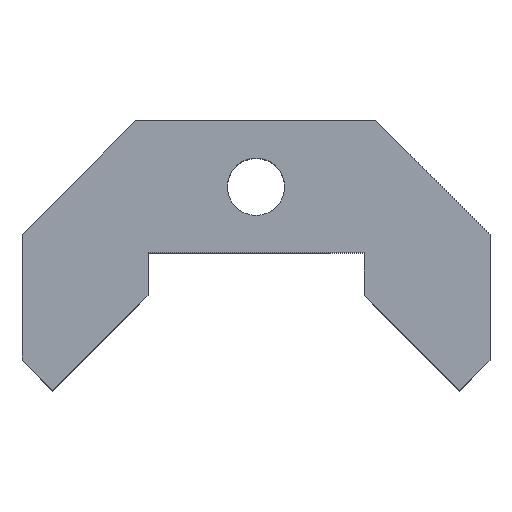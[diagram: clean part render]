
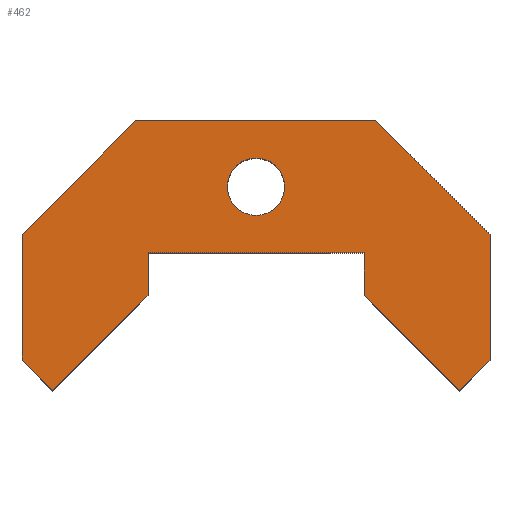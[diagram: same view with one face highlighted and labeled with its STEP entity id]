
A CAD part, top view. The second image highlights one B-rep face of the part: STEP entity #462.
In plain terms, the highlighted planar face has unit normal (0, 0, 1).
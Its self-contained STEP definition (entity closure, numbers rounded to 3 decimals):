
#11 = DIRECTION ( 'NONE',  ( 1., 0., 0. ) ) ;
#13 = VERTEX_POINT ( 'NONE', #124 ) ;
#16 = LINE ( 'NONE', #514, #589 ) ;
#41 = VERTEX_POINT ( 'NONE', #581 ) ;
#45 = EDGE_LOOP ( 'NONE', ( #964, #199 ) ) ;
#46 = CARTESIAN_POINT ( 'NONE',  ( 0., 0., 28. ) ) ;
#47 = VECTOR ( 'NONE', #200, 1000. ) ;
#50 = EDGE_CURVE ( 'NONE', #13, #217, #506, .T. ) ;
#65 = CARTESIAN_POINT ( 'NONE',  ( -20., 0., 28. ) ) ;
#73 = ORIENTED_EDGE ( 'NONE', *, *, #691, .T. ) ;
#79 = CARTESIAN_POINT ( 'NONE',  ( 39., -19., 28. ) ) ;
#80 = CARTESIAN_POINT ( 'NONE',  ( 33.885, -44.997, 28. ) ) ;
#82 = DIRECTION ( 'NONE',  ( 0., 0., 1. ) ) ;
#87 = CARTESIAN_POINT ( 'NONE',  ( -18., -22., 28. ) ) ;
#114 = DIRECTION ( 'NONE',  ( 0., 0., 1. ) ) ;
#124 = CARTESIAN_POINT ( 'NONE',  ( 33.885, -44.997, 28. ) ) ;
#156 = DIRECTION ( 'NONE',  ( 0., -1., 0. ) ) ;
#160 = CARTESIAN_POINT ( 'NONE',  ( -39., -19., 28. ) ) ;
#167 = LINE ( 'NONE', #160, #317 ) ;
#168 = CARTESIAN_POINT ( 'NONE',  ( 0., -11., 28. ) ) ;
#180 = VERTEX_POINT ( 'NONE', #427 ) ;
#190 = FACE_OUTER_BOUND ( 'NONE', #579, .T. ) ;
#197 = DIRECTION ( 'NONE',  ( -0.707, -0.707, 0. ) ) ;
#199 = ORIENTED_EDGE ( 'NONE', *, *, #805, .F. ) ;
#200 = DIRECTION ( 'NONE',  ( 0., 1., 0. ) ) ;
#217 = VERTEX_POINT ( 'NONE', #786 ) ;
#229 = VERTEX_POINT ( 'NONE', #363 ) ;
#259 = DIRECTION ( 'NONE',  ( 0.707, -0.707, 0. ) ) ;
#260 = EDGE_CURVE ( 'NONE', #606, #1057, #789, .T. ) ;
#264 = DIRECTION ( 'NONE',  ( 1., 0., 0. ) ) ;
#277 = VECTOR ( 'NONE', #287, 1000. ) ;
#287 = DIRECTION ( 'NONE',  ( 0.707, -0.707, 0. ) ) ;
#299 = CARTESIAN_POINT ( 'NONE',  ( -39., -39.882, 28. ) ) ;
#301 = EDGE_CURVE ( 'NONE', #180, #606, #16, .T. ) ;
#314 = ORIENTED_EDGE ( 'NONE', *, *, #301, .T. ) ;
#316 = VECTOR ( 'NONE', #470, 1000. ) ;
#317 = VECTOR ( 'NONE', #843, 1000. ) ;
#321 = CARTESIAN_POINT ( 'NONE',  ( 39., -19., 28. ) ) ;
#330 = CARTESIAN_POINT ( 'NONE',  ( 0., -11., 28. ) ) ;
#331 = DIRECTION ( 'NONE',  ( -1., 0., 0. ) ) ;
#340 = CARTESIAN_POINT ( 'NONE',  ( -39., -39.882, 28. ) ) ;
#344 = VERTEX_POINT ( 'NONE', #79 ) ;
#346 = EDGE_CURVE ( 'NONE', #41, #13, #595, .T. ) ;
#355 = EDGE_CURVE ( 'NONE', #695, #41, #908, .T. ) ;
#363 = CARTESIAN_POINT ( 'NONE',  ( -18., -29.113, 28. ) ) ;
#370 = EDGE_CURVE ( 'NONE', #344, #180, #753, .T. ) ;
#380 = EDGE_CURVE ( 'NONE', #1057, #901, #167, .T. ) ;
#387 = AXIS2_PLACEMENT_3D ( 'NONE', #168, #509, #491 ) ;
#427 = CARTESIAN_POINT ( 'NONE',  ( 20., 0., 28. ) ) ;
#439 = EDGE_CURVE ( 'NONE', #217, #344, #602, .T. ) ;
#453 = CARTESIAN_POINT ( 'NONE',  ( 39., -39.882, 28. ) ) ;
#462 = ADVANCED_FACE ( 'NONE', ( #190, #1020 ), #521, .T. ) ;
#470 = DIRECTION ( 'NONE',  ( 0.707, 0.707, 0. ) ) ;
#482 = ORIENTED_EDGE ( 'NONE', *, *, #532, .T. ) ;
#491 = DIRECTION ( 'NONE',  ( 1., 0., 0. ) ) ;
#502 = CARTESIAN_POINT ( 'NONE',  ( -4.782, -11., 28. ) ) ;
#506 = LINE ( 'NONE', #80, #677 ) ;
#509 = DIRECTION ( 'NONE',  ( 0., 0., 1. ) ) ;
#514 = CARTESIAN_POINT ( 'NONE',  ( 20., 0., 28. ) ) ;
#521 = PLANE ( 'NONE',  #692 ) ;
#532 = EDGE_CURVE ( 'NONE', #229, #796, #958, .T. ) ;
#533 = DIRECTION ( 'NONE',  ( 0., 1., 0. ) ) ;
#557 = CARTESIAN_POINT ( 'NONE',  ( -39., -19., 28. ) ) ;
#578 = VERTEX_POINT ( 'NONE', #719 ) ;
#579 = EDGE_LOOP ( 'NONE', ( #314, #818, #1068, #73, #666, #482, #733, #1030, #896, #993, #1058, #1069 ) ) ;
#581 = CARTESIAN_POINT ( 'NONE',  ( 18., -29.113, 28. ) ) ;
#588 = DIRECTION ( 'NONE',  ( 1., 0., 0. ) ) ;
#589 = VECTOR ( 'NONE', #331, 1000. ) ;
#595 = LINE ( 'NONE', #925, #988 ) ;
#602 = LINE ( 'NONE', #453, #778 ) ;
#606 = VERTEX_POINT ( 'NONE', #65 ) ;
#639 = AXIS2_PLACEMENT_3D ( 'NONE', #330, #82, #588 ) ;
#645 = CARTESIAN_POINT ( 'NONE',  ( 18., -22., 28. ) ) ;
#649 = LINE ( 'NONE', #820, #316 ) ;
#660 = VECTOR ( 'NONE', #998, 1000. ) ;
#663 = EDGE_CURVE ( 'NONE', #578, #229, #649, .T. ) ;
#666 = ORIENTED_EDGE ( 'NONE', *, *, #663, .T. ) ;
#677 = VECTOR ( 'NONE', #748, 1000. ) ;
#691 = EDGE_CURVE ( 'NONE', #901, #578, #738, .T. ) ;
#692 = AXIS2_PLACEMENT_3D ( 'NONE', #46, #114, #264 ) ;
#695 = VERTEX_POINT ( 'NONE', #645 ) ;
#710 = VECTOR ( 'NONE', #156, 1000. ) ;
#719 = CARTESIAN_POINT ( 'NONE',  ( -33.885, -44.997, 28. ) ) ;
#726 = EDGE_CURVE ( 'NONE', #794, #1023, #741, .T. ) ;
#727 = VECTOR ( 'NONE', #197, 1000. ) ;
#731 = EDGE_CURVE ( 'NONE', #796, #695, #835, .T. ) ;
#733 = ORIENTED_EDGE ( 'NONE', *, *, #731, .T. ) ;
#738 = LINE ( 'NONE', #299, #277 ) ;
#741 = CIRCLE ( 'NONE', #639, 4.782 ) ;
#748 = DIRECTION ( 'NONE',  ( 0.707, 0.707, 0. ) ) ;
#753 = LINE ( 'NONE', #321, #660 ) ;
#776 = CARTESIAN_POINT ( 'NONE',  ( -18., -29.113, 28. ) ) ;
#778 = VECTOR ( 'NONE', #533, 1000. ) ;
#786 = CARTESIAN_POINT ( 'NONE',  ( 39., -39.882, 28. ) ) ;
#789 = LINE ( 'NONE', #953, #727 ) ;
#791 = CIRCLE ( 'NONE', #387, 4.782 ) ;
#794 = VERTEX_POINT ( 'NONE', #502 ) ;
#796 = VERTEX_POINT ( 'NONE', #990 ) ;
#805 = EDGE_CURVE ( 'NONE', #1023, #794, #791, .T. ) ;
#818 = ORIENTED_EDGE ( 'NONE', *, *, #260, .T. ) ;
#820 = CARTESIAN_POINT ( 'NONE',  ( -33.885, -44.997, 28. ) ) ;
#835 = LINE ( 'NONE', #87, #862 ) ;
#843 = DIRECTION ( 'NONE',  ( 0., -1., 0. ) ) ;
#862 = VECTOR ( 'NONE', #11, 1000. ) ;
#896 = ORIENTED_EDGE ( 'NONE', *, *, #346, .T. ) ;
#901 = VERTEX_POINT ( 'NONE', #340 ) ;
#908 = LINE ( 'NONE', #914, #710 ) ;
#914 = CARTESIAN_POINT ( 'NONE',  ( 18., -22., 28. ) ) ;
#925 = CARTESIAN_POINT ( 'NONE',  ( 18., -29.113, 28. ) ) ;
#953 = CARTESIAN_POINT ( 'NONE',  ( -20., 0., 28. ) ) ;
#958 = LINE ( 'NONE', #776, #47 ) ;
#964 = ORIENTED_EDGE ( 'NONE', *, *, #726, .F. ) ;
#988 = VECTOR ( 'NONE', #259, 1000. ) ;
#990 = CARTESIAN_POINT ( 'NONE',  ( -18., -22., 28. ) ) ;
#993 = ORIENTED_EDGE ( 'NONE', *, *, #50, .T. ) ;
#998 = DIRECTION ( 'NONE',  ( -0.707, 0.707, 0. ) ) ;
#1020 = FACE_BOUND ( 'NONE', #45, .T. ) ;
#1023 = VERTEX_POINT ( 'NONE', #1055 ) ;
#1030 = ORIENTED_EDGE ( 'NONE', *, *, #355, .T. ) ;
#1055 = CARTESIAN_POINT ( 'NONE',  ( 4.782, -11., 28. ) ) ;
#1057 = VERTEX_POINT ( 'NONE', #557 ) ;
#1058 = ORIENTED_EDGE ( 'NONE', *, *, #439, .T. ) ;
#1068 = ORIENTED_EDGE ( 'NONE', *, *, #380, .T. ) ;
#1069 = ORIENTED_EDGE ( 'NONE', *, *, #370, .T. ) ;
